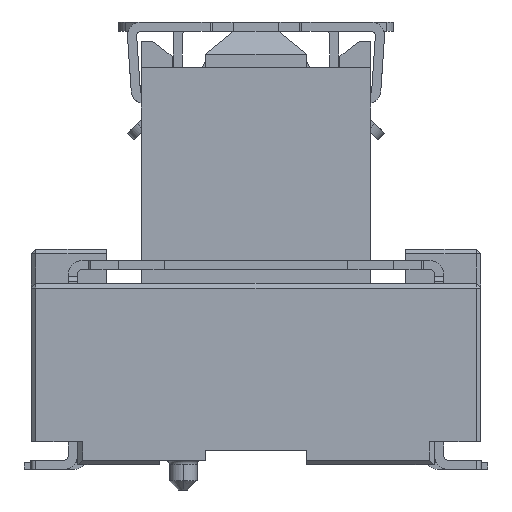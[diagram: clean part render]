
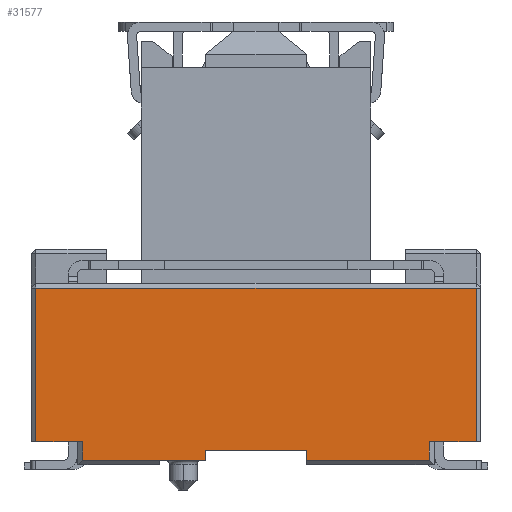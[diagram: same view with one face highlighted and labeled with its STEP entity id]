
A CAD part, left-side view. The second image highlights one B-rep face of the part: STEP entity #31577.
In plain terms, the highlighted planar face has unit normal (-1, 0, 0).
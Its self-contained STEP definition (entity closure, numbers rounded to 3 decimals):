
#8393=DIRECTION('',(0.,0.,-1.));
#8394=VECTOR('',#8393,3.35);
#8395=CARTESIAN_POINT('',(-12.283,-4.8,-4.512));
#8396=LINE('',#8395,#8394);
#8401=DIRECTION('',(0.,0.,-1.));
#8402=VECTOR('',#8401,0.22);
#8403=CARTESIAN_POINT('',(-12.283,-1.1,-8.042));
#8404=LINE('',#8403,#8402);
#8405=DIRECTION('',(0.,-1.,0.));
#8406=VECTOR('',#8405,2.2);
#8407=CARTESIAN_POINT('',(-12.283,1.1,-8.042));
#8408=LINE('',#8407,#8406);
#8409=DIRECTION('',(0.,0.,1.));
#8410=VECTOR('',#8409,0.22);
#8411=CARTESIAN_POINT('',(-12.283,1.1,-8.262));
#8412=LINE('',#8411,#8410);
#8413=DIRECTION('',(0.,-1.,0.));
#8414=VECTOR('',#8413,1.);
#8415=CARTESIAN_POINT('',(-12.283,2.1,-8.262));
#8416=LINE('',#8415,#8414);
#8417=DIRECTION('',(0.,-1.,0.));
#8418=VECTOR('',#8417,1.02);
#8419=CARTESIAN_POINT('',(-12.283,4.8,-7.862));
#8420=LINE('',#8419,#8418);
#8421=DIRECTION('',(0.,-1.,0.));
#8422=VECTOR('',#8421,1.02);
#8423=CARTESIAN_POINT('',(-12.283,-3.78,-7.862));
#8424=LINE('',#8423,#8422);
#8429=DIRECTION('',(0.,1.,0.));
#8430=VECTOR('',#8429,2.68);
#8431=CARTESIAN_POINT('',(-12.283,-3.78,-8.262));
#8432=LINE('',#8431,#8430);
#8485=DIRECTION('',(0.,0.,-1.));
#8486=VECTOR('',#8485,0.4);
#8487=CARTESIAN_POINT('',(-12.283,-3.78,-7.862));
#8488=LINE('',#8487,#8486);
#8689=DIRECTION('',(0.,0.,1.));
#8690=VECTOR('',#8689,0.4);
#8691=CARTESIAN_POINT('',(-12.283,3.78,-8.262));
#8692=LINE('',#8691,#8690);
#8693=DIRECTION('',(0.,1.,0.));
#8694=VECTOR('',#8693,1.68);
#8695=CARTESIAN_POINT('',(-12.283,2.1,-8.262));
#8696=LINE('',#8695,#8694);
#8817=DIRECTION('',(0.,0.,1.));
#8818=VECTOR('',#8817,3.35);
#8819=CARTESIAN_POINT('',(-12.283,4.8,-7.862));
#8820=LINE('',#8819,#8818);
#8905=DIRECTION('',(0.,-1.,0.));
#8906=VECTOR('',#8905,9.6);
#8907=CARTESIAN_POINT('',(-12.283,4.8,-4.512));
#8908=LINE('',#8907,#8906);
#16951=CARTESIAN_POINT('',(-12.283,-4.8,-7.862));
#16952=VERTEX_POINT('',#16951);
#16953=CARTESIAN_POINT('',(-12.283,-3.78,-7.862));
#16954=VERTEX_POINT('',#16953);
#17165=CARTESIAN_POINT('',(-12.283,3.78,-7.862));
#17166=VERTEX_POINT('',#17165);
#17167=CARTESIAN_POINT('',(-12.283,4.8,-7.862));
#17168=VERTEX_POINT('',#17167);
#19949=CARTESIAN_POINT('',(-12.283,-3.78,-8.262));
#19950=CARTESIAN_POINT('',(-12.283,-1.1,-8.262));
#19951=VERTEX_POINT('',#19949);
#19952=VERTEX_POINT('',#19950);
#19953=CARTESIAN_POINT('',(-12.283,-4.8,-4.512));
#19954=VERTEX_POINT('',#19953);
#19955=CARTESIAN_POINT('',(-12.283,4.8,-4.512));
#19956=VERTEX_POINT('',#19955);
#19957=CARTESIAN_POINT('',(-12.283,3.78,-8.262));
#19958=VERTEX_POINT('',#19957);
#19959=CARTESIAN_POINT('',(-12.283,2.1,-8.262));
#19960=VERTEX_POINT('',#19959);
#19961=CARTESIAN_POINT('',(-12.283,1.1,-8.262));
#19962=VERTEX_POINT('',#19961);
#19963=CARTESIAN_POINT('',(-12.283,1.1,-8.042));
#19964=VERTEX_POINT('',#19963);
#19965=CARTESIAN_POINT('',(-12.283,-1.1,-8.042));
#19966=VERTEX_POINT('',#19965);
#31548=CARTESIAN_POINT('',(-12.283,4.9,-3.662));
#31549=DIRECTION('',(1.,0.,0.));
#31550=DIRECTION('',(0.,0.,1.));
#31551=AXIS2_PLACEMENT_3D('',#31548,#31549,#31550);
#31552=PLANE('',#31551);
#31554=ORIENTED_EDGE('',*,*,#31553,.T.);
#31556=ORIENTED_EDGE('',*,*,#31555,.F.);
#31557=ORIENTED_EDGE('',*,*,#29454,.F.);
#31559=ORIENTED_EDGE('',*,*,#31558,.F.);
#31561=ORIENTED_EDGE('',*,*,#31560,.F.);
#31563=ORIENTED_EDGE('',*,*,#31562,.T.);
#31565=ORIENTED_EDGE('',*,*,#31564,.T.);
#31566=ORIENTED_EDGE('',*,*,#29653,.F.);
#31568=ORIENTED_EDGE('',*,*,#31567,.T.);
#31570=ORIENTED_EDGE('',*,*,#31569,.T.);
#31571=ORIENTED_EDGE('',*,*,#31540,.T.);
#31572=ORIENTED_EDGE('',*,*,#29054,.F.);
#31574=ORIENTED_EDGE('',*,*,#31573,.T.);
#31575=EDGE_LOOP('',(#31554,#31556,#31557,#31559,#31561,#31563,#31565,#31566,
#31568,#31570,#31571,#31572,#31574));
#31576=FACE_OUTER_BOUND('',#31575,.F.);
#31577=ADVANCED_FACE('',(#31576),#31552,.F.);
#29054=EDGE_CURVE('',#16954,#16952,#8424,.T.);
#29454=EDGE_CURVE('',#19964,#19966,#8408,.T.);
#29653=EDGE_CURVE('',#17168,#17166,#8420,.T.);
#31540=EDGE_CURVE('',#19954,#16952,#8396,.T.);
#31553=EDGE_CURVE('',#19951,#19952,#8432,.T.);
#31555=EDGE_CURVE('',#19966,#19952,#8404,.T.);
#31558=EDGE_CURVE('',#19962,#19964,#8412,.T.);
#31560=EDGE_CURVE('',#19960,#19962,#8416,.T.);
#31562=EDGE_CURVE('',#19960,#19958,#8696,.T.);
#31564=EDGE_CURVE('',#19958,#17166,#8692,.T.);
#31567=EDGE_CURVE('',#17168,#19956,#8820,.T.);
#31569=EDGE_CURVE('',#19956,#19954,#8908,.T.);
#31573=EDGE_CURVE('',#16954,#19951,#8488,.T.);
